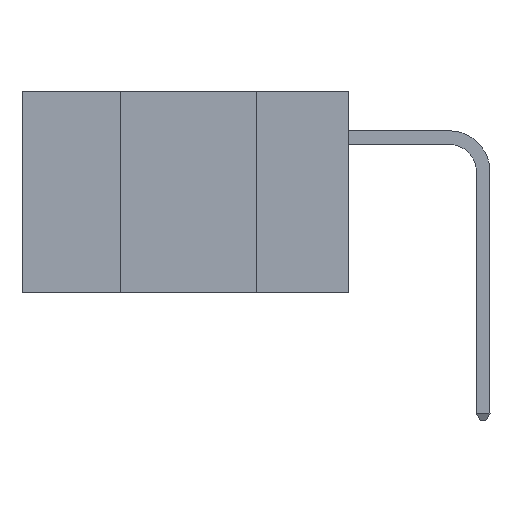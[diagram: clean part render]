
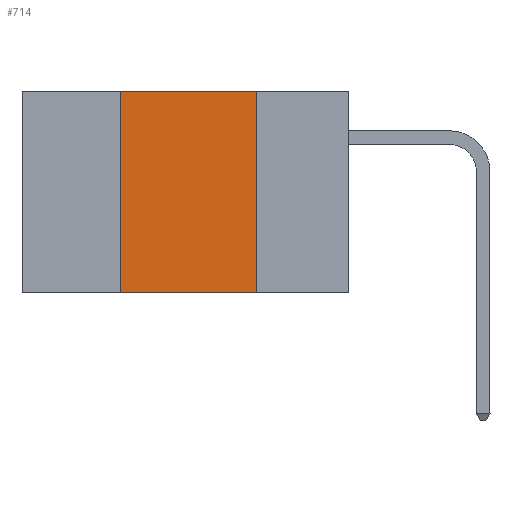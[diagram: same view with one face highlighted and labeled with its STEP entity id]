
A CAD part, left-side view. The second image highlights one B-rep face of the part: STEP entity #714.
In plain terms, the highlighted planar face has unit normal (-1, 0, 0).
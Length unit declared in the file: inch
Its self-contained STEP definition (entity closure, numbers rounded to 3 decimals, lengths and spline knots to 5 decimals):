
#28 = CARTESIAN_POINT ( 'NONE',  ( 0., 0.17, 0. ) ) ;
#134 = CARTESIAN_POINT ( 'NONE',  ( 0., 0.17, 0. ) ) ;
#193 = DIRECTION ( 'NONE',  ( 0., -1., 0. ) ) ;
#449 = CARTESIAN_POINT ( 'NONE',  ( 0., 0.17, -0.37 ) ) ;
#706 = ORIENTED_EDGE ( 'NONE', *, *, #5998, .T. ) ;
#714 = ADVANCED_FACE ( 'NONE', ( #4448 ), #8726, .F. ) ;
#1513 = EDGE_LOOP ( 'NONE', ( #7711, #8473, #5453, #706 ) ) ;
#1650 = VERTEX_POINT ( 'NONE', #1717 ) ;
#1717 = CARTESIAN_POINT ( 'NONE',  ( 0., 0.42, -0.37 ) ) ;
#1749 = VECTOR ( 'NONE', #4215, 39.37008 ) ;
#1916 = VECTOR ( 'NONE', #193, 39.37008 ) ;
#2228 = DIRECTION ( 'NONE',  ( 0., 0., -1. ) ) ;
#2520 = EDGE_CURVE ( 'NONE', #1650, #3788, #5683, .T. ) ;
#2741 = CARTESIAN_POINT ( 'NONE',  ( 0., 0.42, 0. ) ) ;
#3667 = LINE ( 'NONE', #8796, #1916 ) ;
#3681 = VECTOR ( 'NONE', #5637, 39.37008 ) ;
#3788 = VERTEX_POINT ( 'NONE', #4943 ) ;
#4080 = DIRECTION ( 'NONE',  ( 0., 0., -1. ) ) ;
#4215 = DIRECTION ( 'NONE',  ( 0., -1., 0. ) ) ;
#4302 = LINE ( 'NONE', #5018, #1749 ) ;
#4448 = FACE_OUTER_BOUND ( 'NONE', #1513, .T. ) ;
#4943 = CARTESIAN_POINT ( 'NONE',  ( 0., 0.42, 0. ) ) ;
#5018 = CARTESIAN_POINT ( 'NONE',  ( 0., 0.6, 0. ) ) ;
#5165 = CARTESIAN_POINT ( 'NONE',  ( 0., 0.6, 0. ) ) ;
#5330 = EDGE_CURVE ( 'NONE', #8075, #7111, #6655, .T. ) ;
#5453 = ORIENTED_EDGE ( 'NONE', *, *, #2520, .F. ) ;
#5590 = EDGE_CURVE ( 'NONE', #3788, #8075, #4302, .T. ) ;
#5637 = DIRECTION ( 'NONE',  ( 0., 0., 1. ) ) ;
#5683 = LINE ( 'NONE', #2741, #3681 ) ;
#5998 = EDGE_CURVE ( 'NONE', #1650, #7111, #3667, .T. ) ;
#6655 = LINE ( 'NONE', #134, #6755 ) ;
#6755 = VECTOR ( 'NONE', #4080, 39.37008 ) ;
#7111 = VERTEX_POINT ( 'NONE', #449 ) ;
#7308 = AXIS2_PLACEMENT_3D ( 'NONE', #5165, #7446, #2228 ) ;
#7446 = DIRECTION ( 'NONE',  ( 1., 0., 0. ) ) ;
#7711 = ORIENTED_EDGE ( 'NONE', *, *, #5330, .F. ) ;
#8075 = VERTEX_POINT ( 'NONE', #28 ) ;
#8473 = ORIENTED_EDGE ( 'NONE', *, *, #5590, .F. ) ;
#8726 = PLANE ( 'NONE',  #7308 ) ;
#8796 = CARTESIAN_POINT ( 'NONE',  ( 0., 0.6, -0.37 ) ) ;
